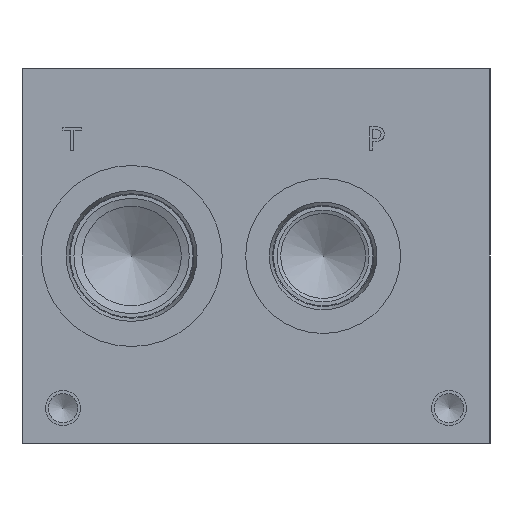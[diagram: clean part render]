
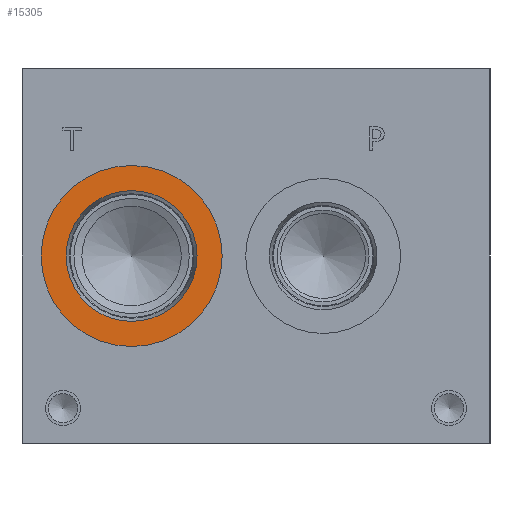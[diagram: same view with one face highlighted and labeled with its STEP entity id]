
A CAD part, left-side view. The second image highlights one B-rep face of the part: STEP entity #15305.
In plain terms, the highlighted planar face has unit normal (-1, 0, 0).
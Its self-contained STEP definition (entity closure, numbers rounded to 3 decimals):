
#314=CIRCLE('',#16033,24.562);
#315=CIRCLE('',#16034,24.562);
#316=CIRCLE('',#16036,17.755);
#317=CIRCLE('',#16037,17.755);
#678=FACE_BOUND('',#2847,.T.);
#1967=FACE_OUTER_BOUND('',#2846,.T.);
#2846=EDGE_LOOP('',(#12808,#12809));
#2847=EDGE_LOOP('',(#12810,#12811));
#6935=VERTEX_POINT('',#25998);
#6936=VERTEX_POINT('',#26000);
#6937=VERTEX_POINT('',#26004);
#6938=VERTEX_POINT('',#26005);
#8979=EDGE_CURVE('',#6935,#6936,#314,.T.);
#8980=EDGE_CURVE('',#6936,#6935,#315,.T.);
#8981=EDGE_CURVE('',#6937,#6938,#316,.T.);
#8982=EDGE_CURVE('',#6938,#6937,#317,.T.);
#12808=ORIENTED_EDGE('',*,*,#8980,.F.);
#12809=ORIENTED_EDGE('',*,*,#8979,.F.);
#12810=ORIENTED_EDGE('',*,*,#8981,.T.);
#12811=ORIENTED_EDGE('',*,*,#8982,.T.);
#14092=PLANE('',#16035);
#15305=ADVANCED_FACE('',(#1967,#678),#14092,.F.);
#16033=AXIS2_PLACEMENT_3D('',#26001,#18774,#18775);
#16034=AXIS2_PLACEMENT_3D('',#26002,#18776,#18777);
#16035=AXIS2_PLACEMENT_3D('',#26003,#18778,#18779);
#16036=AXIS2_PLACEMENT_3D('',#26006,#18780,#18781);
#16037=AXIS2_PLACEMENT_3D('',#26007,#18782,#18783);
#18774=DIRECTION('center_axis',(1.,0.,0.));
#18775=DIRECTION('ref_axis',(0.,0.,-1.));
#18776=DIRECTION('center_axis',(1.,0.,0.));
#18777=DIRECTION('ref_axis',(0.,0.,-1.));
#18778=DIRECTION('center_axis',(1.,0.,0.));
#18779=DIRECTION('ref_axis',(0.,0.,-1.));
#18780=DIRECTION('center_axis',(1.,0.,0.));
#18781=DIRECTION('ref_axis',(0.,0.,-1.));
#18782=DIRECTION('center_axis',(1.,0.,0.));
#18783=DIRECTION('ref_axis',(0.,0.,-1.));
#25998=CARTESIAN_POINT('',(0.787,97.257,26.238));
#26000=CARTESIAN_POINT('',(0.787,97.257,75.362));
#26001=CARTESIAN_POINT('Origin',(0.787,97.257,50.8));
#26002=CARTESIAN_POINT('Origin',(0.787,97.257,50.8));
#26003=CARTESIAN_POINT('Origin',(0.787,97.257,68.555));
#26004=CARTESIAN_POINT('',(0.787,97.257,68.555));
#26005=CARTESIAN_POINT('',(0.787,97.257,33.045));
#26006=CARTESIAN_POINT('Origin',(0.787,97.257,50.8));
#26007=CARTESIAN_POINT('Origin',(0.787,97.257,50.8));
